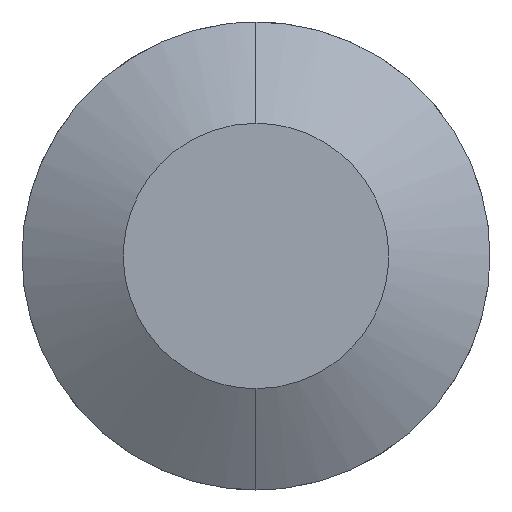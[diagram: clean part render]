
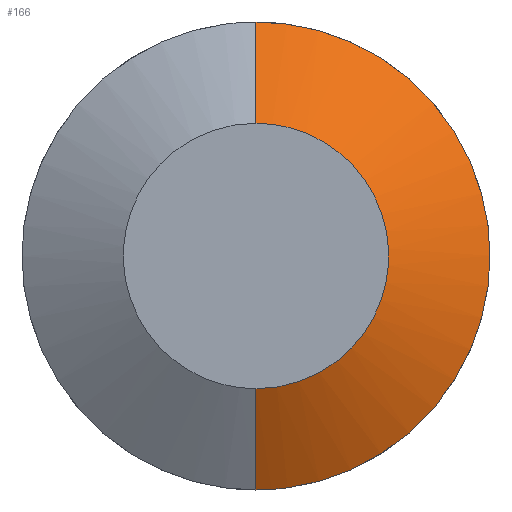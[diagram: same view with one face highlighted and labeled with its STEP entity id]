
A CAD part, front view. The second image highlights one B-rep face of the part: STEP entity #166.
In plain terms, the highlighted free-form (B-spline) face has degree [2, 1] with [5, 2] control points.
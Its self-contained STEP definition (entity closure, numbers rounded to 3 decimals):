
#166 = ADVANCED_FACE('',(#167),#203,.T.);
#167 = FACE_BOUND('',#168,.T.);
#168 = EDGE_LOOP('',(#169,#181,#188,#198));
#169 = ORIENTED_EDGE('',*,*,#170,.F.);
#170 = EDGE_CURVE('',#171,#173,#175,.T.);
#171 = VERTEX_POINT('',#172);
#172 = CARTESIAN_POINT('',(0.,-55.414,
    -52.905));
#173 = VERTEX_POINT('',#174);
#174 = CARTESIAN_POINT('',(0.,-55.414,
    52.905));
#175 = ( BOUNDED_CURVE() B_SPLINE_CURVE(2,(#176,#177,#178,#179,#180),
.UNSPECIFIED.,.F.,.F.) B_SPLINE_CURVE_WITH_KNOTS((3,2,3),(0.,
1.571,3.142),.PIECEWISE_BEZIER_KNOTS.) CURVE() 
GEOMETRIC_REPRESENTATION_ITEM() RATIONAL_B_SPLINE_CURVE((1.,
0.707,1.,0.707,1.)) REPRESENTATION_ITEM('') );
#176 = CARTESIAN_POINT('',(0.,-55.414,
    -52.905));
#177 = CARTESIAN_POINT('',(52.905,-55.414,
    -52.905));
#178 = CARTESIAN_POINT('',(52.905,-55.414,
    0.));
#179 = CARTESIAN_POINT('',(52.905,-55.414,
    52.905));
#180 = CARTESIAN_POINT('',(0.,-55.414,
    52.905));
#181 = ORIENTED_EDGE('',*,*,#182,.T.);
#182 = EDGE_CURVE('',#171,#183,#185,.T.);
#183 = VERTEX_POINT('',#184);
#184 = CARTESIAN_POINT('',(0.,-32.086,
    -93.309));
#185 = B_SPLINE_CURVE_WITH_KNOTS('',1,(#186,#187),.UNSPECIFIED.,.F.,.F.,
  (2,2),(0.,40.),.PIECEWISE_BEZIER_KNOTS.);
#186 = CARTESIAN_POINT('',(0.,-55.414,
    -52.905));
#187 = CARTESIAN_POINT('',(0.,-32.086,
    -93.309));
#188 = ORIENTED_EDGE('',*,*,#189,.F.);
#189 = EDGE_CURVE('',#190,#183,#192,.T.);
#190 = VERTEX_POINT('',#191);
#191 = CARTESIAN_POINT('',(0.,-32.086,
    93.309));
#192 = ( BOUNDED_CURVE() B_SPLINE_CURVE(2,(#193,#194,#195,#196,#197),
.UNSPECIFIED.,.F.,.F.) B_SPLINE_CURVE_WITH_KNOTS((3,2,3),(3.142,
4.712,6.283),.PIECEWISE_BEZIER_KNOTS.) CURVE() 
GEOMETRIC_REPRESENTATION_ITEM() RATIONAL_B_SPLINE_CURVE((1.,
0.707,1.,0.707,1.)) REPRESENTATION_ITEM('') );
#193 = CARTESIAN_POINT('',(0.,-32.086,
    93.309));
#194 = CARTESIAN_POINT('',(93.309,-32.086,
    93.309));
#195 = CARTESIAN_POINT('',(93.309,-32.086,
    0.));
#196 = CARTESIAN_POINT('',(93.309,-32.086,
    -93.309));
#197 = CARTESIAN_POINT('',(0.,-32.086,
    -93.309));
#198 = ORIENTED_EDGE('',*,*,#199,.F.);
#199 = EDGE_CURVE('',#173,#190,#200,.T.);
#200 = B_SPLINE_CURVE_WITH_KNOTS('',1,(#201,#202),.UNSPECIFIED.,.F.,.F.,
  (2,2),(0.,40.),.PIECEWISE_BEZIER_KNOTS.);
#201 = CARTESIAN_POINT('',(0.,-55.414,
    52.905));
#202 = CARTESIAN_POINT('',(0.,-32.086,
    93.309));
#203 = ( BOUNDED_SURFACE() B_SPLINE_SURFACE(2,1,(
    (#204,#205)
    ,(#206,#207)
    ,(#208,#209)
    ,(#210,#211)
,(#212,#213
    )),.UNSPECIFIED.,.F.,.F.,.F.) B_SPLINE_SURFACE_WITH_KNOTS((3,2,3),(2
    ,2),(0.,1.571,3.142),(0.,40.),
.PIECEWISE_BEZIER_KNOTS.) GEOMETRIC_REPRESENTATION_ITEM() 
RATIONAL_B_SPLINE_SURFACE((
    (1.,1.)
    ,(0.707,0.707)
    ,(1.,1.)
    ,(0.707,0.707)
,(1.,1.))) REPRESENTATION_ITEM('') SURFACE() );
#204 = CARTESIAN_POINT('',(0.,-55.414,
    52.905));
#205 = CARTESIAN_POINT('',(0.,-32.086,
    93.309));
#206 = CARTESIAN_POINT('',(52.905,-55.414,
    52.905));
#207 = CARTESIAN_POINT('',(93.309,-32.086,
    93.309));
#208 = CARTESIAN_POINT('',(52.905,-55.414,
    0.));
#209 = CARTESIAN_POINT('',(93.309,-32.086,
    0.));
#210 = CARTESIAN_POINT('',(52.905,-55.414,
    -52.905));
#211 = CARTESIAN_POINT('',(93.309,-32.086,
    -93.309));
#212 = CARTESIAN_POINT('',(0.,-55.414,
    -52.905));
#213 = CARTESIAN_POINT('',(0.,-32.086,
    -93.309));
